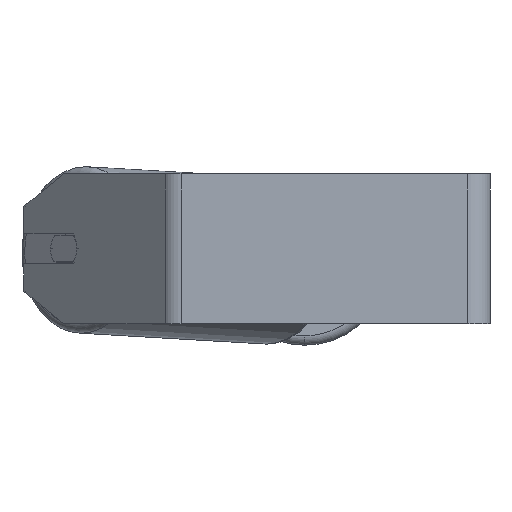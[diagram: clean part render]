
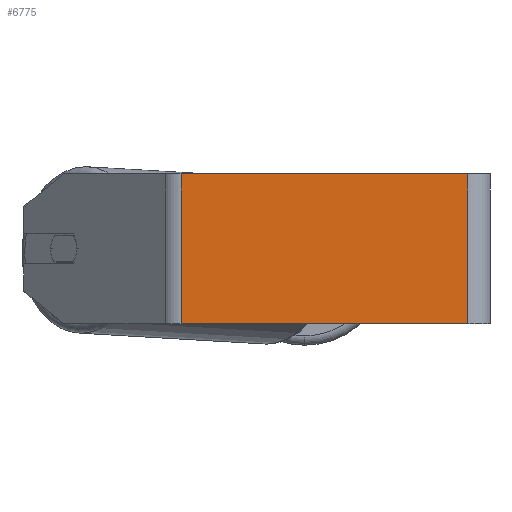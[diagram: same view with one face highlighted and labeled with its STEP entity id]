
A CAD part, left-side view. The second image highlights one B-rep face of the part: STEP entity #6775.
In plain terms, the highlighted planar face has unit normal (-1, 0, 0).
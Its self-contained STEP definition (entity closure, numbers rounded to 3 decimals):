
#242 = ORIENTED_EDGE ( 'NONE', *, *, #2489, .F. ) ;
#420 = VERTEX_POINT ( 'NONE', #2385 ) ;
#609 = LINE ( 'NONE', #6025, #6409 ) ;
#807 = FACE_OUTER_BOUND ( 'NONE', #7807, .T. ) ;
#992 = EDGE_CURVE ( 'NONE', #1993, #7331, #609, .T. ) ;
#1135 = LINE ( 'NONE', #5222, #7682 ) ;
#1418 = LINE ( 'NONE', #8123, #7566 ) ;
#1855 = AXIS2_PLACEMENT_3D ( 'NONE', #4809, #3525, #7511 ) ;
#1952 = CARTESIAN_POINT ( 'NONE',  ( -285., 12., 40. ) ) ;
#1993 = VERTEX_POINT ( 'NONE', #6109 ) ;
#2372 = ORIENTED_EDGE ( 'NONE', *, *, #4080, .T. ) ;
#2385 = CARTESIAN_POINT ( 'NONE',  ( -285., 164.931, -40. ) ) ;
#2489 = EDGE_CURVE ( 'NONE', #7331, #7722, #3044, .T. ) ;
#3044 = LINE ( 'NONE', #3119, #4305 ) ;
#3119 = CARTESIAN_POINT ( 'NONE',  ( -285., 12., 40. ) ) ;
#3525 = DIRECTION ( 'NONE',  ( 1., 0., 0. ) ) ;
#4080 = EDGE_CURVE ( 'NONE', #1993, #420, #1418, .T. ) ;
#4305 = VECTOR ( 'NONE', #5046, 1000. ) ;
#4335 = PLANE ( 'NONE',  #1855 ) ;
#4809 = CARTESIAN_POINT ( 'NONE',  ( -285., 169.902, 40. ) ) ;
#5046 = DIRECTION ( 'NONE',  ( 0., 0., -1. ) ) ;
#5181 = DIRECTION ( 'NONE',  ( 0., -1., 0. ) ) ;
#5222 = CARTESIAN_POINT ( 'NONE',  ( -285., 169.902, -40. ) ) ;
#5335 = ORIENTED_EDGE ( 'NONE', *, *, #992, .F. ) ;
#5413 = DIRECTION ( 'NONE',  ( 0., 0., -1. ) ) ;
#5972 = DIRECTION ( 'NONE',  ( 0., -1., 0. ) ) ;
#6025 = CARTESIAN_POINT ( 'NONE',  ( -285., 169.902, 40. ) ) ;
#6062 = ORIENTED_EDGE ( 'NONE', *, *, #7715, .T. ) ;
#6109 = CARTESIAN_POINT ( 'NONE',  ( -285., 164.931, 40. ) ) ;
#6409 = VECTOR ( 'NONE', #5972, 1000. ) ;
#6610 = CARTESIAN_POINT ( 'NONE',  ( -285., 12., -40. ) ) ;
#6775 = ADVANCED_FACE ( 'NONE', ( #807 ), #4335, .F. ) ;
#7331 = VERTEX_POINT ( 'NONE', #1952 ) ;
#7511 = DIRECTION ( 'NONE',  ( 0., 0., -1. ) ) ;
#7566 = VECTOR ( 'NONE', #5413, 1000. ) ;
#7682 = VECTOR ( 'NONE', #5181, 1000. ) ;
#7715 = EDGE_CURVE ( 'NONE', #420, #7722, #1135, .T. ) ;
#7722 = VERTEX_POINT ( 'NONE', #6610 ) ;
#7807 = EDGE_LOOP ( 'NONE', ( #6062, #242, #5335, #2372 ) ) ;
#8123 = CARTESIAN_POINT ( 'NONE',  ( -285., 164.931, 40. ) ) ;
